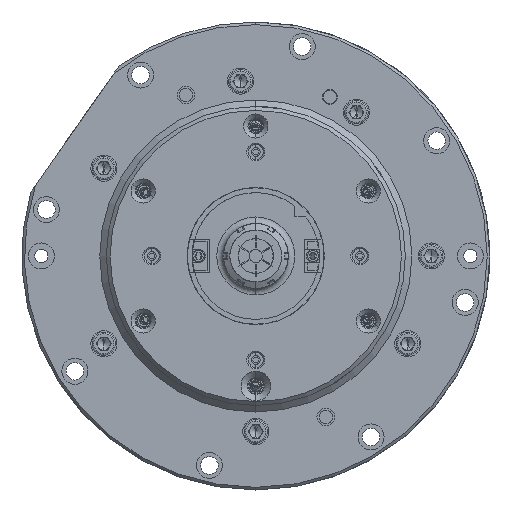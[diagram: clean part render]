
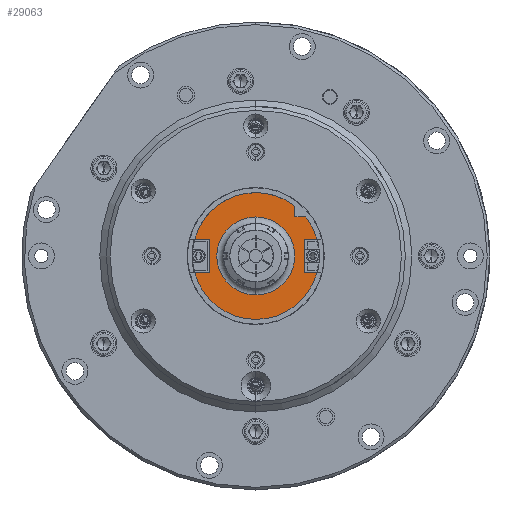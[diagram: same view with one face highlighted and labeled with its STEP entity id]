
A CAD part, left-side view. The second image highlights one B-rep face of the part: STEP entity #29063.
In plain terms, the highlighted planar face has unit normal (-1, 0, 0).
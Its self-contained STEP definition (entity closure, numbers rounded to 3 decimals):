
#3769 = AXIS2_PLACEMENT_3D ( 'NONE', #16176, #16169, #16168 ) ;
#3777 = AXIS2_PLACEMENT_3D ( 'NONE', #16118, #16117, #16115 ) ;
#3807 = AXIS2_PLACEMENT_3D ( 'NONE', #15740, #15738, #15735 ) ;
#3813 = AXIS2_PLACEMENT_3D ( 'NONE', #15652, #15651, #15648 ) ;
#3819 = AXIS2_PLACEMENT_3D ( 'NONE', #15566, #15569, #15564 ) ;
#3827 = AXIS2_PLACEMENT_3D ( 'NONE', #15384, #15393, #15375 ) ;
#11810 = VECTOR ( 'NONE', #15794, 1000. ) ;
#11813 = LINE ( 'NONE', #15796, #11810 ) ;
#11815 = VECTOR ( 'NONE', #14857, 1000. ) ;
#11819 = LINE ( 'NONE', #14898, #11815 ) ;
#11858 = CIRCLE ( 'NONE', #3827, 48.75 ) ;
#11869 = VECTOR ( 'NONE', #15456, 1000. ) ;
#11871 = LINE ( 'NONE', #15462, #11869 ) ;
#11891 = CIRCLE ( 'NONE', #3819, 48.75 ) ;
#11903 = CIRCLE ( 'NONE', #3813, 30. ) ;
#11906 = VECTOR ( 'NONE', #15687, 1000. ) ;
#11908 = VECTOR ( 'NONE', #15691, 1000. ) ;
#11909 = LINE ( 'NONE', #15701, #11906 ) ;
#11911 = LINE ( 'NONE', #15699, #11908 ) ;
#11912 = VECTOR ( 'NONE', #15722, 1000. ) ;
#11915 = LINE ( 'NONE', #15711, #11912 ) ;
#11924 = VECTOR ( 'NONE', #15737, 1000. ) ;
#11925 = CIRCLE ( 'NONE', #3807, 48.75 ) ;
#11927 = LINE ( 'NONE', #15770, #11924 ) ;
#12016 = VECTOR ( 'NONE', #16032, 1000. ) ;
#12020 = LINE ( 'NONE', #16029, #12016 ) ;
#12064 = CIRCLE ( 'NONE', #3777, 48.75 ) ;
#12077 = CIRCLE ( 'NONE', #3769, 30. ) ;
#14857 = DIRECTION ( 'NONE',  ( 0., 0., -1. ) ) ;
#14898 = CARTESIAN_POINT ( 'NONE',  ( -17.63, 35.5, 48.75 ) ) ;
#15375 = DIRECTION ( 'NONE',  ( 0., 0., -1. ) ) ;
#15384 = CARTESIAN_POINT ( 'NONE',  ( -17.63, 0., 0. ) ) ;
#15393 = DIRECTION ( 'NONE',  ( -1., 0., 0. ) ) ;
#15456 = DIRECTION ( 'NONE',  ( 0., -1., 0. ) ) ;
#15462 = CARTESIAN_POINT ( 'NONE',  ( -17.63, -48.751, 12.85 ) ) ;
#15564 = DIRECTION ( 'NONE',  ( 0., 0., -1. ) ) ;
#15566 = CARTESIAN_POINT ( 'NONE',  ( -17.63, 0., 0. ) ) ;
#15569 = DIRECTION ( 'NONE',  ( -1., 0., 0. ) ) ;
#15648 = DIRECTION ( 'NONE',  ( 0., 0., 1. ) ) ;
#15651 = DIRECTION ( 'NONE',  ( 1., 0., 0. ) ) ;
#15652 = CARTESIAN_POINT ( 'NONE',  ( -17.63, 0., 0. ) ) ;
#15687 = DIRECTION ( 'NONE',  ( 0., 1., 0. ) ) ;
#15691 = DIRECTION ( 'NONE',  ( 0., 0., 1. ) ) ;
#15699 = CARTESIAN_POINT ( 'NONE',  ( -17.63, -37.7, 0. ) ) ;
#15701 = CARTESIAN_POINT ( 'NONE',  ( -17.63, 48.75, -12.85 ) ) ;
#15711 = CARTESIAN_POINT ( 'NONE',  ( -17.63, 0., 12.85 ) ) ;
#15722 = DIRECTION ( 'NONE',  ( 0., -1., 0. ) ) ;
#15735 = DIRECTION ( 'NONE',  ( 0., 0., -1. ) ) ;
#15737 = DIRECTION ( 'NONE',  ( 0., -1., 0. ) ) ;
#15738 = DIRECTION ( 'NONE',  ( -1., 0., 0. ) ) ;
#15740 = CARTESIAN_POINT ( 'NONE',  ( -17.63, 0., 0. ) ) ;
#15770 = CARTESIAN_POINT ( 'NONE',  ( -17.63, -44.599, 30. ) ) ;
#15794 = DIRECTION ( 'NONE',  ( 0., 1., 0. ) ) ;
#15796 = CARTESIAN_POINT ( 'NONE',  ( -17.63, -48.751, -12.85 ) ) ;
#16029 = CARTESIAN_POINT ( 'NONE',  ( -17.63, -30., 48.75 ) ) ;
#16032 = DIRECTION ( 'NONE',  ( 0., 0., 1. ) ) ;
#16115 = DIRECTION ( 'NONE',  ( 0., 0., -1. ) ) ;
#16117 = DIRECTION ( 'NONE',  ( -1., 0., 0. ) ) ;
#16118 = CARTESIAN_POINT ( 'NONE',  ( -17.63, 0., 0. ) ) ;
#16168 = DIRECTION ( 'NONE',  ( 0., 0., 1. ) ) ;
#16169 = DIRECTION ( 'NONE',  ( 1., 0., 0. ) ) ;
#16176 = CARTESIAN_POINT ( 'NONE',  ( -17.63, 0., 0. ) ) ;
#22294 = ORIENTED_EDGE ( 'NONE', *, *, #59524, .F. ) ;
#22297 = ORIENTED_EDGE ( 'NONE', *, *, #59672, .T. ) ;
#22300 = ORIENTED_EDGE ( 'NONE', *, *, #59676, .T. ) ;
#24094 = ORIENTED_EDGE ( 'NONE', *, *, #59426, .T. ) ;
#24096 = ORIENTED_EDGE ( 'NONE', *, *, #59557, .T. ) ;
#24178 = ORIENTED_EDGE ( 'NONE', *, *, #59545, .T. ) ;
#24219 = ORIENTED_EDGE ( 'NONE', *, *, #59540, .T. ) ;
#24233 = ORIENTED_EDGE ( 'NONE', *, *, #59536, .T. ) ;
#24240 = ORIENTED_EDGE ( 'NONE', *, *, #59462, .T. ) ;
#24245 = ORIENTED_EDGE ( 'NONE', *, *, #59530, .T. ) ;
#24248 = ORIENTED_EDGE ( 'NONE', *, *, #59409, .T. ) ;
#24258 = ORIENTED_EDGE ( 'NONE', *, *, #59539, .T. ) ;
#24263 = ORIENTED_EDGE ( 'NONE', *, *, #59584, .T. ) ;
#24266 = ORIENTED_EDGE ( 'NONE', *, *, #59606, .T. ) ;
#29063 = ADVANCED_FACE ( 'NONE', ( #35795, #35787 ), #51400, .F. ) ;
#35787 = FACE_OUTER_BOUND ( 'NONE', #56854, .T. ) ;
#35795 = FACE_BOUND ( 'NONE', #56050, .T. ) ;
#38291 = CARTESIAN_POINT ( 'NONE',  ( -17.63, 0., 30. ) ) ;
#38364 = VERTEX_POINT ( 'NONE', #39277 ) ;
#38367 = VERTEX_POINT ( 'NONE', #39259 ) ;
#38375 = VERTEX_POINT ( 'NONE', #39237 ) ;
#38398 = VERTEX_POINT ( 'NONE', #39151 ) ;
#38399 = VERTEX_POINT ( 'NONE', #39146 ) ;
#38401 = VERTEX_POINT ( 'NONE', #39140 ) ;
#38402 = VERTEX_POINT ( 'NONE', #39136 ) ;
#38404 = VERTEX_POINT ( 'NONE', #39130 ) ;
#38418 = VERTEX_POINT ( 'NONE', #39083 ) ;
#38422 = VERTEX_POINT ( 'NONE', #39079 ) ;
#38424 = VERTEX_POINT ( 'NONE', #39072 ) ;
#38426 = VERTEX_POINT ( 'NONE', #39068 ) ;
#38521 = VERTEX_POINT ( 'NONE', #38291 ) ;
#38699 = VERTEX_POINT ( 'NONE', #39257 ) ;
#39068 = CARTESIAN_POINT ( 'NONE',  ( -17.63, 35.5, 12.85 ) ) ;
#39072 = CARTESIAN_POINT ( 'NONE',  ( -17.63, 35.5, -12.85 ) ) ;
#39079 = CARTESIAN_POINT ( 'NONE',  ( -17.63, 47.026, 12.85 ) ) ;
#39083 = CARTESIAN_POINT ( 'NONE',  ( -17.63, -37.7, 12.85 ) ) ;
#39130 = CARTESIAN_POINT ( 'NONE',  ( -17.63, -38.426, 30. ) ) ;
#39136 = CARTESIAN_POINT ( 'NONE',  ( -17.63, -30., 38.426 ) ) ;
#39140 = CARTESIAN_POINT ( 'NONE',  ( -17.63, -37.7, -12.85 ) ) ;
#39146 = CARTESIAN_POINT ( 'NONE',  ( -17.63, -30., 30. ) ) ;
#39151 = CARTESIAN_POINT ( 'NONE',  ( -17.63, -47.026, -12.85 ) ) ;
#39237 = CARTESIAN_POINT ( 'NONE',  ( -17.63, 47.026, -12.85 ) ) ;
#39257 = CARTESIAN_POINT ( 'NONE',  ( -17.63, 0., -30. ) ) ;
#39259 = CARTESIAN_POINT ( 'NONE',  ( -17.63, -47.026, 12.85 ) ) ;
#39277 = CARTESIAN_POINT ( 'NONE',  ( -17.63, 0., -48.75 ) ) ;
#47395 = AXIS2_PLACEMENT_3D ( 'NONE', #51408, #51398, #51395 ) ;
#51395 = DIRECTION ( 'NONE',  ( 0., 0., 1. ) ) ;
#51398 = DIRECTION ( 'NONE',  ( 1., 0., 0. ) ) ;
#51400 = PLANE ( 'NONE',  #47395 ) ;
#51408 = CARTESIAN_POINT ( 'NONE',  ( -17.63, 0., 48.75 ) ) ;
#56050 = EDGE_LOOP ( 'NONE', ( #24178, #24248 ) ) ;
#56854 = EDGE_LOOP ( 'NONE', ( #22294, #24240, #24245, #24233, #22297, #24219, #24094, #24266, #22300, #24258, #24263, #24096 ) ) ;
#59409 = EDGE_CURVE ( 'NONE', #38699, #38521, #12077, .T. ) ;
#59426 = EDGE_CURVE ( 'NONE', #38375, #38364, #12064, .T. ) ;
#59462 = EDGE_CURVE ( 'NONE', #38399, #38402, #12020, .T. ) ;
#59524 = EDGE_CURVE ( 'NONE', #38399, #38404, #11927, .T. ) ;
#59530 = EDGE_CURVE ( 'NONE', #38402, #38422, #11925, .T. ) ;
#59536 = EDGE_CURVE ( 'NONE', #38422, #38426, #11915, .T. ) ;
#59539 = EDGE_CURVE ( 'NONE', #38401, #38418, #11911, .T. ) ;
#59540 = EDGE_CURVE ( 'NONE', #38424, #38375, #11909, .T. ) ;
#59545 = EDGE_CURVE ( 'NONE', #38521, #38699, #11903, .T. ) ;
#59557 = EDGE_CURVE ( 'NONE', #38367, #38404, #11891, .T. ) ;
#59584 = EDGE_CURVE ( 'NONE', #38418, #38367, #11871, .T. ) ;
#59606 = EDGE_CURVE ( 'NONE', #38364, #38398, #11858, .T. ) ;
#59672 = EDGE_CURVE ( 'NONE', #38426, #38424, #11819, .T. ) ;
#59676 = EDGE_CURVE ( 'NONE', #38398, #38401, #11813, .T. ) ;
